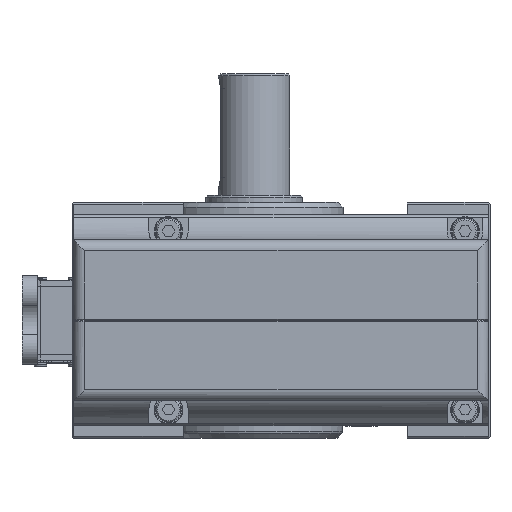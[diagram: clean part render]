
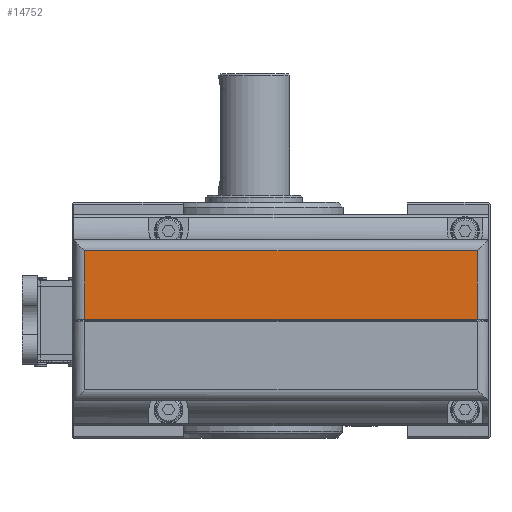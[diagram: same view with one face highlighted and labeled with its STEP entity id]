
A CAD part, left-side view. The second image highlights one B-rep face of the part: STEP entity #14752.
In plain terms, the highlighted planar face has unit normal (-1, 0, 0).
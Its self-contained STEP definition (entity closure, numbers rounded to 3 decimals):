
#431=B_SPLINE_CURVE_WITH_KNOTS('',3,(#23821,#23822,#23823,#23824),
 .UNSPECIFIED.,.F.,.F.,(4,4),(0.,1.),.UNSPECIFIED.);
#1163=LINE('',#23814,#2327);
#1164=LINE('',#23817,#2328);
#1165=LINE('',#23819,#2329);
#2327=VECTOR('',#18998,1000.);
#2328=VECTOR('',#18999,1000.);
#2329=VECTOR('',#19000,1000.);
#4810=ORIENTED_EDGE('',*,*,#7890,.F.);
#4811=ORIENTED_EDGE('',*,*,#7891,.F.);
#4812=ORIENTED_EDGE('',*,*,#7892,.T.);
#4813=ORIENTED_EDGE('',*,*,#7893,.T.);
#7890=EDGE_CURVE('',#9605,#9606,#1163,.T.);
#7891=EDGE_CURVE('',#9607,#9605,#1164,.T.);
#7892=EDGE_CURVE('',#9607,#9608,#1165,.T.);
#7893=EDGE_CURVE('',#9608,#9606,#431,.T.);
#9605=VERTEX_POINT('',#23815);
#9606=VERTEX_POINT('',#23816);
#9607=VERTEX_POINT('',#23818);
#9608=VERTEX_POINT('',#23820);
#11622=EDGE_LOOP('',(#4810,#4811,#4812,#4813));
#12986=FACE_BOUND('',#11622,.T.);
#14023=PLANE('',#16105);
#14752=ADVANCED_FACE('',(#12986),#14023,.F.);
#16105=AXIS2_PLACEMENT_3D('',#23813,#18996,#18997);
#18996=DIRECTION('',(1.,0.,0.));
#18997=DIRECTION('',(0.,0.,-1.));
#18998=DIRECTION('',(0.,0.,-1.));
#18999=DIRECTION('',(0.,-1.,0.));
#19000=DIRECTION('',(0.,0.,-1.));
#23813=CARTESIAN_POINT('',(-281.,55.,29.5));
#23814=CARTESIAN_POINT('',(-281.,-55.,29.5));
#23815=CARTESIAN_POINT('',(-281.,-55.,19.5));
#23816=CARTESIAN_POINT('',(-281.,-55.,0.25));
#23817=CARTESIAN_POINT('',(-281.,58.,19.5));
#23818=CARTESIAN_POINT('',(-281.,55.,19.5));
#23819=CARTESIAN_POINT('',(-281.,55.,29.5));
#23820=CARTESIAN_POINT('',(-281.,55.,0.25));
#23821=CARTESIAN_POINT('',(-281.,55.,0.25));
#23822=CARTESIAN_POINT('',(-281.,18.333,0.25));
#23823=CARTESIAN_POINT('',(-281.,-18.333,0.25));
#23824=CARTESIAN_POINT('',(-281.,-55.,0.25));
